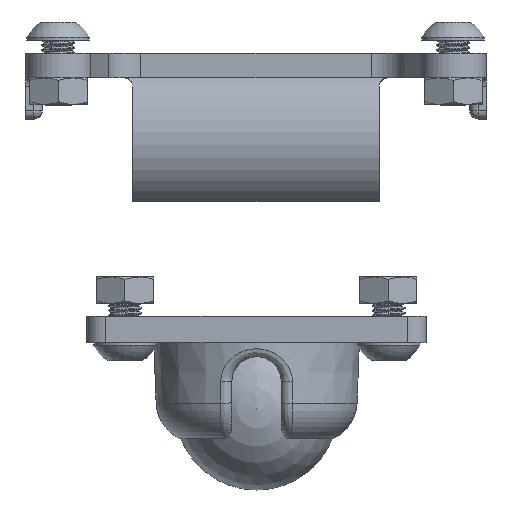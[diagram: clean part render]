
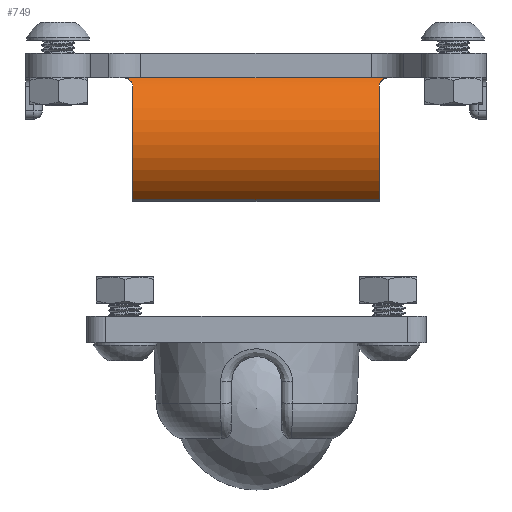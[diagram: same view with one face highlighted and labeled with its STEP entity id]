
A CAD part, front view. The second image highlights one B-rep face of the part: STEP entity #749.
In plain terms, the highlighted cylindrical face has radius 9.35 mm (diameter 18.7 mm), a partial arc.
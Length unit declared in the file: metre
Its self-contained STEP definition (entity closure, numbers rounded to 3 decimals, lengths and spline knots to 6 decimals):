
#749 = ADVANCED_FACE( '', ( #1409 ), #1410, .T. );
#1409 = FACE_OUTER_BOUND( '', #3198, .T. );
#1410 = CYLINDRICAL_SURFACE( '', #3199, 0.00935 );
#3198 = EDGE_LOOP( '', ( #4930, #4931, #4932, #4933, #4934, #4935, #4936, #4937, #4938, #4939 ) );
#3199 = AXIS2_PLACEMENT_3D( '', #4940, #4941, #4942 );
#4930 = ORIENTED_EDGE( '', *, *, #5431, .F. );
#4931 = ORIENTED_EDGE( '', *, *, #5457, .F. );
#4932 = ORIENTED_EDGE( '', *, *, #5677, .F. );
#4933 = ORIENTED_EDGE( '', *, *, #5515, .F. );
#4934 = ORIENTED_EDGE( '', *, *, #5391, .F. );
#4935 = ORIENTED_EDGE( '', *, *, #5927, .F. );
#4936 = ORIENTED_EDGE( '', *, *, #5486, .F. );
#4937 = ORIENTED_EDGE( '', *, *, #5517, .F. );
#4938 = ORIENTED_EDGE( '', *, *, #5404, .F. );
#4939 = ORIENTED_EDGE( '', *, *, #5928, .F. );
#4940 = CARTESIAN_POINT( '', ( 0.051, 0.01335, 0.00885 ) );
#4941 = DIRECTION( '', ( 1., 0., 0. ) );
#4942 = DIRECTION( '', ( 0., -0.5, 0.866 ) );
#5391 = EDGE_CURVE( '', #6192, #6194, #6195, .T. );
#5404 = EDGE_CURVE( '', #6213, #6215, #6216, .T. );
#5431 = EDGE_CURVE( '', #6259, #6261, #6262, .T. );
#5457 = EDGE_CURVE( '', #6302, #6259, #6304, .T. );
#5486 = EDGE_CURVE( '', #6354, #6356, #6357, .T. );
#5515 = EDGE_CURVE( '', #6194, #6405, #6406, .T. );
#5517 = EDGE_CURVE( '', #6215, #6354, #6408, .T. );
#5677 = EDGE_CURVE( '', #6405, #6302, #6649, .T. );
#5927 = EDGE_CURVE( '', #6356, #6192, #7000, .T. );
#5928 = EDGE_CURVE( '', #6261, #6213, #7001, .T. );
#6192 = VERTEX_POINT( '', #7547 );
#6194 = VERTEX_POINT( '', #7550 );
#6195 = B_SPLINE_CURVE_WITH_KNOTS( '', 3, ( #7551, #7552, #7553, #7554 ), .UNSPECIFIED., .F., .F., ( 4, 4 ), ( 0., 1. ), .UNSPECIFIED. );
#6213 = VERTEX_POINT( '', #7607 );
#6215 = VERTEX_POINT( '', #7610 );
#6216 = B_SPLINE_CURVE_WITH_KNOTS( '', 3, ( #7611, #7612, #7613, #7614, #7615, #7616, #7617, #7618, #7619, #7620, #7621, #7622, #7623, #7624 ), .UNSPECIFIED., .F., .F., ( 4, 1, 1, 1, 1, 1, 1, 1, 1, 1, 1, 4 ), ( 0., 0.051221, 0.135545, 0.252952, 0.397549, 0.508116, 0.549802, 0.672363, 0.777864, 0.85665, 0.930101, 1. ), .UNSPECIFIED. );
#6259 = VERTEX_POINT( '', #7718 );
#6261 = VERTEX_POINT( '', #7720 );
#6262 = LINE( '', #7721, #7722 );
#6302 = VERTEX_POINT( '', #7863 );
#6304 = CIRCLE( '', #7866, 0.00935 );
#6354 = VERTEX_POINT( '', #8146 );
#6356 = VERTEX_POINT( '', #8148 );
#6357 = B_SPLINE_CURVE_WITH_KNOTS( '', 3, ( #8149, #8150, #8151, #8152 ), .UNSPECIFIED., .F., .F., ( 4, 4 ), ( 0., 1. ), .UNSPECIFIED. );
#6405 = VERTEX_POINT( '', #8213 );
#6406 = LINE( '', #8214, #8215 );
#6408 = LINE( '', #8218, #8219 );
#6649 = B_SPLINE_CURVE_WITH_KNOTS( '', 3, ( #8692, #8693, #8694, #8695, #8696, #8697, #8698, #8699, #8700, #8701, #8702, #8703, #8704, #8705, #8706, #8707 ), .UNSPECIFIED., .F., .F., ( 4, 1, 1, 1, 1, 1, 1, 1, 1, 1, 1, 1, 1, 4 ), ( 0., 0.03529, 0.071071, 0.107593, 0.14509, 0.183779, 0.223858, 0.328668, 0.450339, 0.569868, 0.725921, 0.863584, 0.954961, 1. ), .UNSPECIFIED. );
#7000 = B_SPLINE_CURVE_WITH_KNOTS( '', 1, ( #10599, #10600 ), .UNSPECIFIED., .F., .F., ( 2, 2 ), ( 0., 1. ), .UNSPECIFIED. );
#7001 = CIRCLE( '', #10601, 0.00935 );
#7547 = CARTESIAN_POINT( '', ( 0.022, 0.007571, 0.0015 ) );
#7550 = CARTESIAN_POINT( '', ( 0.021953, 0.007571, 0.0015 ) );
#7551 = CARTESIAN_POINT( '', ( 0.022, 0.007571, 0.0015 ) );
#7552 = CARTESIAN_POINT( '', ( 0.021984, 0.007571, 0.0015 ) );
#7553 = CARTESIAN_POINT( '', ( 0.021969, 0.007571, 0.0015 ) );
#7554 = CARTESIAN_POINT( '', ( 0.021953, 0.007571, 0.0015 ) );
#7607 = CARTESIAN_POINT( '', ( 0.051, 0.006487, 0.0025 ) );
#7610 = CARTESIAN_POINT( '', ( 0.052, 0.007571, 0.0015 ) );
#7611 = CARTESIAN_POINT( '', ( 0.051, 0.006487, 0.0025 ) );
#7612 = CARTESIAN_POINT( '', ( 0.051001, 0.00651, 0.002475 ) );
#7613 = CARTESIAN_POINT( '', ( 0.051002, 0.00657, 0.002411 ) );
#7614 = CARTESIAN_POINT( '', ( 0.051018, 0.006684, 0.002293 ) );
#7615 = CARTESIAN_POINT( '', ( 0.051062, 0.00684, 0.002137 ) );
#7616 = CARTESIAN_POINT( '', ( 0.05114, 0.007007, 0.001979 ) );
#7617 = CARTESIAN_POINT( '', ( 0.051226, 0.007136, 0.001863 ) );
#7618 = CARTESIAN_POINT( '', ( 0.05132, 0.007251, 0.001763 ) );
#7619 = CARTESIAN_POINT( '', ( 0.051428, 0.007356, 0.001673 ) );
#7620 = CARTESIAN_POINT( '', ( 0.051578, 0.007459, 0.001588 ) );
#7621 = CARTESIAN_POINT( '', ( 0.051724, 0.007525, 0.001536 ) );
#7622 = CARTESIAN_POINT( '', ( 0.051861, 0.007563, 0.001506 ) );
#7623 = CARTESIAN_POINT( '', ( 0.051955, 0.007568, 0.001502 ) );
#7624 = CARTESIAN_POINT( '', ( 0.052, 0.00757, 0.0015 ) );
#7718 = CARTESIAN_POINT( '', ( 0.021, 0.007739, 0.016329 ) );
#7720 = CARTESIAN_POINT( '', ( 0.051, 0.007739, 0.016329 ) );
#7721 = CARTESIAN_POINT( '', ( 0.051, 0.007739, 0.016329 ) );
#7722 = VECTOR( '', #10830, 1. );
#7863 = CARTESIAN_POINT( '', ( 0.021, 0.006487, 0.0025 ) );
#7866 = AXIS2_PLACEMENT_3D( '', #10870, #10871, #10872 );
#8146 = CARTESIAN_POINT( '', ( 0.050047, 0.007571, 0.0015 ) );
#8148 = CARTESIAN_POINT( '', ( 0.05, 0.007571, 0.0015 ) );
#8149 = CARTESIAN_POINT( '', ( 0.050047, 0.007571, 0.0015 ) );
#8150 = CARTESIAN_POINT( '', ( 0.050031, 0.007571, 0.0015 ) );
#8151 = CARTESIAN_POINT( '', ( 0.050016, 0.007571, 0.0015 ) );
#8152 = CARTESIAN_POINT( '', ( 0.05, 0.007571, 0.0015 ) );
#8213 = CARTESIAN_POINT( '', ( 0.02, 0.007571, 0.0015 ) );
#8214 = CARTESIAN_POINT( '', ( 0.051, 0.007571, 0.0015 ) );
#8215 = VECTOR( '', #10932, 1. );
#8218 = CARTESIAN_POINT( '', ( 0.051, 0.007571, 0.0015 ) );
#8219 = VECTOR( '', #10934, 1. );
#8692 = CARTESIAN_POINT( '', ( 0.02, 0.00757, 0.0015 ) );
#8693 = CARTESIAN_POINT( '', ( 0.020023, 0.007569, 0.0015 ) );
#8694 = CARTESIAN_POINT( '', ( 0.020069, 0.007568, 0.001501 ) );
#8695 = CARTESIAN_POINT( '', ( 0.020138, 0.007559, 0.001509 ) );
#8696 = CARTESIAN_POINT( '', ( 0.020207, 0.007544, 0.001521 ) );
#8697 = CARTESIAN_POINT( '', ( 0.020275, 0.007523, 0.001538 ) );
#8698 = CARTESIAN_POINT( '', ( 0.020342, 0.007496, 0.00156 ) );
#8699 = CARTESIAN_POINT( '', ( 0.020443, 0.007445, 0.0016 ) );
#8700 = CARTESIAN_POINT( '', ( 0.020573, 0.007355, 0.001674 ) );
#8701 = CARTESIAN_POINT( '', ( 0.020712, 0.00722, 0.00179 ) );
#8702 = CARTESIAN_POINT( '', ( 0.020836, 0.007049, 0.00194 ) );
#8703 = CARTESIAN_POINT( '', ( 0.02093, 0.006865, 0.002113 ) );
#8704 = CARTESIAN_POINT( '', ( 0.020981, 0.006691, 0.002286 ) );
#8705 = CARTESIAN_POINT( '', ( 0.020998, 0.006568, 0.002414 ) );
#8706 = CARTESIAN_POINT( '', ( 0.021, 0.006507, 0.002479 ) );
#8707 = CARTESIAN_POINT( '', ( 0.021, 0.006487, 0.0025 ) );
#10599 = CARTESIAN_POINT( '', ( 0.05, 0.007571, 0.0015 ) );
#10600 = CARTESIAN_POINT( '', ( 0.022, 0.007571, 0.0015 ) );
#10601 = AXIS2_PLACEMENT_3D( '', #11305, #11306, #11307 );
#10830 = DIRECTION( '', ( 1., 0., 0. ) );
#10870 = CARTESIAN_POINT( '', ( 0.021, 0.01335, 0.00885 ) );
#10871 = DIRECTION( '', ( -1., 0., 0. ) );
#10872 = DIRECTION( '', ( 0., -0.5, 0.866 ) );
#10932 = DIRECTION( '', ( -1., 0., 0. ) );
#10934 = DIRECTION( '', ( -1., 0., 0. ) );
#11305 = CARTESIAN_POINT( '', ( 0.051, 0.01335, 0.00885 ) );
#11306 = DIRECTION( '', ( 1., 0., 0. ) );
#11307 = DIRECTION( '', ( 0., -0.5, 0.866 ) );
